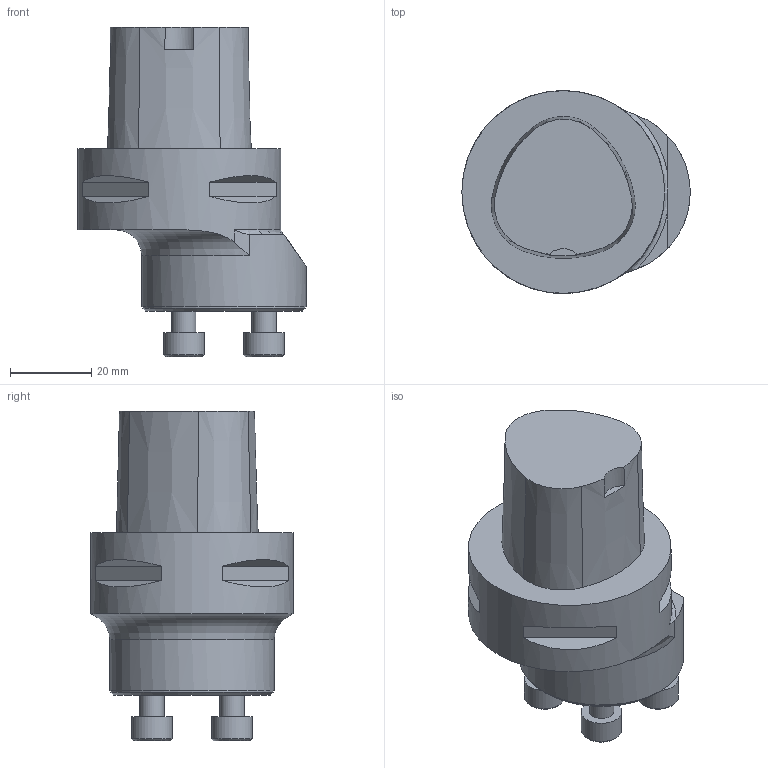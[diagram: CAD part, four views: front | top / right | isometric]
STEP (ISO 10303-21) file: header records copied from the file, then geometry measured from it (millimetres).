
FILE_DESCRIPTION(/* description */ (''),/* implementation_level */ '2;1');
FILE_NAME(/* name */ '1524212458021.stp',/* time_stamp */ '2018-04-20T10:21:07+02:00',/* author */ (''),/* organization */ ('SMS'),/* preprocessor_version */ 'ST-DEVELOPER v15',/* originating_system */ 'SIEMENS PLM Software NX 8.5',/* authorisation */ '');
FILE_SCHEMA (('AUTOMOTIVE_DESIGN { 1 0 10303 214 3 1 1 1 }'));
Length unit declared in the file: millimetre
Products named in the file (1): 112030185mod000_00
Bounding box: 56.25 x 50 x 81.32 mm (x, y, z)
Volume: 94077.1 mm3; surface area: 14571.1 mm2
Topology: 1 solids, 1 shells, 57 faces, 126 edges, 88 vertices
Faces by surface type: plane 30, cylinder 14, cone 11, torus 2
Full cylindrical faces by diameter (mm): 6 x4, 10 x4, 40 x1, 40.5 x1, 50 x1
Entity records: 1536 total; most frequent: CARTESIAN_POINT 295, DIRECTION 268, ORIENTED_EDGE 202, AXIS2_PLACEMENT_3D 120, EDGE_CURVE 101, EDGE_LOOP 87, VERTEX_POINT 76, ADVANCED_FACE 57
